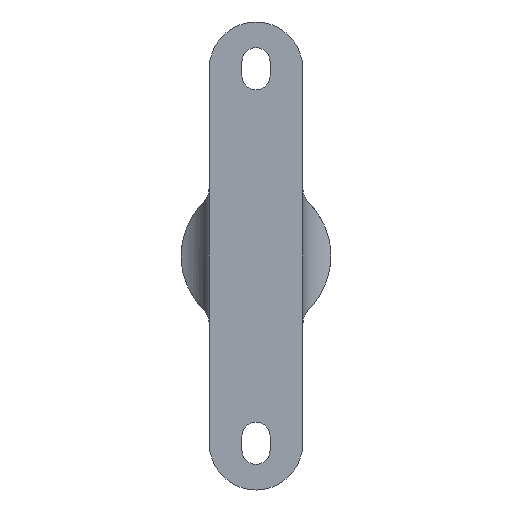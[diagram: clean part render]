
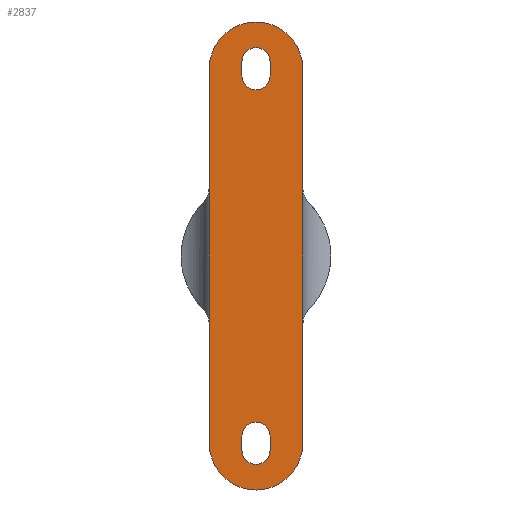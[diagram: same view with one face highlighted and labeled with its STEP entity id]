
A CAD part, front view. The second image highlights one B-rep face of the part: STEP entity #2837.
In plain terms, the highlighted planar face has unit normal (0, -1, 0).
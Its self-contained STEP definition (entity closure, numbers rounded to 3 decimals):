
#45 = LINE ( 'NONE', #3042, #488 ) ;
#133 = EDGE_CURVE ( 'NONE', #2066, #876, #2042, .T. ) ;
#148 = CARTESIAN_POINT ( 'NONE',  ( 0., -10., 40. ) ) ;
#183 = DIRECTION ( 'NONE',  ( 0., -1., 0. ) ) ;
#317 = VERTEX_POINT ( 'NONE', #674 ) ;
#371 = CARTESIAN_POINT ( 'NONE',  ( 10., -10., -40. ) ) ;
#377 = EDGE_LOOP ( 'NONE', ( #1245, #3876, #2653, #928, #2769, #941 ) ) ;
#423 = EDGE_CURVE ( 'NONE', #317, #876, #855, .T. ) ;
#488 = VECTOR ( 'NONE', #2493, 1000. ) ;
#585 = VERTEX_POINT ( 'NONE', #7388 ) ;
#617 = DIRECTION ( 'NONE',  ( 0., -1., 0. ) ) ;
#618 = CARTESIAN_POINT ( 'NONE',  ( 0., -10., 40. ) ) ;
#626 = CIRCLE ( 'NONE', #5560, 3. ) ;
#674 = CARTESIAN_POINT ( 'NONE',  ( 3., -10., -41.5 ) ) ;
#799 = EDGE_LOOP ( 'NONE', ( #6697, #7255, #1587, #1501, #3658 ) ) ;
#804 = VERTEX_POINT ( 'NONE', #6731 ) ;
#855 = CIRCLE ( 'NONE', #3226, 3. ) ;
#876 = VERTEX_POINT ( 'NONE', #2291 ) ;
#904 = FACE_BOUND ( 'NONE', #799, .T. ) ;
#928 = ORIENTED_EDGE ( 'NONE', *, *, #4608, .T. ) ;
#929 = AXIS2_PLACEMENT_3D ( 'NONE', #4914, #1561, #3671 ) ;
#932 = ORIENTED_EDGE ( 'NONE', *, *, #2984, .F. ) ;
#941 = ORIENTED_EDGE ( 'NONE', *, *, #5409, .T. ) ;
#1019 = EDGE_CURVE ( 'NONE', #5029, #7515, #5683, .T. ) ;
#1099 = CARTESIAN_POINT ( 'NONE',  ( 0., -10., -40. ) ) ;
#1135 = DIRECTION ( 'NONE',  ( 0., 0., 1. ) ) ;
#1216 = CIRCLE ( 'NONE', #2215, 10. ) ;
#1245 = ORIENTED_EDGE ( 'NONE', *, *, #4424, .F. ) ;
#1291 = CARTESIAN_POINT ( 'NONE',  ( 0., -10., -41.5 ) ) ;
#1366 = VECTOR ( 'NONE', #2325, 1000. ) ;
#1450 = DIRECTION ( 'NONE',  ( 0., 0., -1. ) ) ;
#1501 = ORIENTED_EDGE ( 'NONE', *, *, #5913, .T. ) ;
#1561 = DIRECTION ( 'NONE',  ( 0., 1., 0. ) ) ;
#1587 = ORIENTED_EDGE ( 'NONE', *, *, #133, .F. ) ;
#1663 = VERTEX_POINT ( 'NONE', #7269 ) ;
#1672 = VERTEX_POINT ( 'NONE', #5601 ) ;
#1679 = DIRECTION ( 'NONE',  ( 0., 0., -1. ) ) ;
#1716 = DIRECTION ( 'NONE',  ( 0., 1., 0. ) ) ;
#1821 = DIRECTION ( 'NONE',  ( 0., 0., -1. ) ) ;
#1916 = DIRECTION ( 'NONE',  ( 0., 0., -1. ) ) ;
#1928 = CARTESIAN_POINT ( 'NONE',  ( -3., -10., 0. ) ) ;
#2042 = LINE ( 'NONE', #1928, #7181 ) ;
#2066 = VERTEX_POINT ( 'NONE', #7097 ) ;
#2069 = DIRECTION ( 'NONE',  ( 0., -1., 0. ) ) ;
#2095 = VECTOR ( 'NONE', #1135, 1000. ) ;
#2116 = DIRECTION ( 'NONE',  ( 0., -1., 0. ) ) ;
#2138 = DIRECTION ( 'NONE',  ( 0., -1., 0. ) ) ;
#2215 = AXIS2_PLACEMENT_3D ( 'NONE', #618, #4696, #1821 ) ;
#2216 = VERTEX_POINT ( 'NONE', #3815 ) ;
#2232 = VERTEX_POINT ( 'NONE', #371 ) ;
#2258 = DIRECTION ( 'NONE',  ( 0., 0., -1. ) ) ;
#2291 = CARTESIAN_POINT ( 'NONE',  ( -3., -10., -41.5 ) ) ;
#2325 = DIRECTION ( 'NONE',  ( 0., 0., -1. ) ) ;
#2493 = DIRECTION ( 'NONE',  ( 0., 0., -1. ) ) ;
#2589 = PLANE ( 'NONE',  #6234 ) ;
#2646 = EDGE_CURVE ( 'NONE', #4404, #5646, #7227, .T. ) ;
#2653 = ORIENTED_EDGE ( 'NONE', *, *, #3448, .T. ) ;
#2747 = ORIENTED_EDGE ( 'NONE', *, *, #6451, .F. ) ;
#2769 = ORIENTED_EDGE ( 'NONE', *, *, #5712, .T. ) ;
#2826 = DIRECTION ( 'NONE',  ( 0., 0., -1. ) ) ;
#2837 = ADVANCED_FACE ( 'NONE', ( #3137, #904, #6819 ), #2589, .T. ) ;
#2937 = CIRCLE ( 'NONE', #7501, 10. ) ;
#2984 = EDGE_CURVE ( 'NONE', #5150, #3956, #4492, .T. ) ;
#3033 = AXIS2_PLACEMENT_3D ( 'NONE', #5216, #1716, #1679 ) ;
#3035 = ORIENTED_EDGE ( 'NONE', *, *, #6280, .F. ) ;
#3042 = CARTESIAN_POINT ( 'NONE',  ( -10., -10., 0. ) ) ;
#3137 = FACE_OUTER_BOUND ( 'NONE', #377, .T. ) ;
#3226 = AXIS2_PLACEMENT_3D ( 'NONE', #1291, #3805, #6773 ) ;
#3228 = CIRCLE ( 'NONE', #5694, 10. ) ;
#3291 = CARTESIAN_POINT ( 'NONE',  ( 0., -10., -35.5 ) ) ;
#3330 = DIRECTION ( 'NONE',  ( 0., -1., 0. ) ) ;
#3384 = CARTESIAN_POINT ( 'NONE',  ( 0., -10., 41.5 ) ) ;
#3448 = EDGE_CURVE ( 'NONE', #7515, #585, #1216, .T. ) ;
#3460 = CIRCLE ( 'NONE', #6299, 3. ) ;
#3500 = CARTESIAN_POINT ( 'NONE',  ( 0., -10., 50. ) ) ;
#3535 = LINE ( 'NONE', #4178, #5584 ) ;
#3637 = EDGE_CURVE ( 'NONE', #2216, #1672, #3460, .T. ) ;
#3658 = ORIENTED_EDGE ( 'NONE', *, *, #2646, .T. ) ;
#3671 = DIRECTION ( 'NONE',  ( 0., 0., -1. ) ) ;
#3805 = DIRECTION ( 'NONE',  ( 0., 1., 0. ) ) ;
#3815 = CARTESIAN_POINT ( 'NONE',  ( -3., -10., 38.5 ) ) ;
#3860 = CARTESIAN_POINT ( 'NONE',  ( 0., -10., 38.5 ) ) ;
#3876 = ORIENTED_EDGE ( 'NONE', *, *, #1019, .T. ) ;
#3899 = CARTESIAN_POINT ( 'NONE',  ( 10., -10., 40. ) ) ;
#3931 = DIRECTION ( 'NONE',  ( 0., 0., -1. ) ) ;
#3956 = VERTEX_POINT ( 'NONE', #6151 ) ;
#4170 = CARTESIAN_POINT ( 'NONE',  ( 3., -10., 0. ) ) ;
#4178 = CARTESIAN_POINT ( 'NONE',  ( 3., -10., 0. ) ) ;
#4316 = AXIS2_PLACEMENT_3D ( 'NONE', #148, #617, #7061 ) ;
#4386 = VECTOR ( 'NONE', #3931, 1000. ) ;
#4404 = VERTEX_POINT ( 'NONE', #3291 ) ;
#4424 = EDGE_CURVE ( 'NONE', #5029, #2232, #4435, .T. ) ;
#4435 = LINE ( 'NONE', #6824, #4386 ) ;
#4457 = DIRECTION ( 'NONE',  ( 0., -1., 0. ) ) ;
#4492 = CIRCLE ( 'NONE', #5494, 3. ) ;
#4608 = EDGE_CURVE ( 'NONE', #585, #1663, #45, .T. ) ;
#4696 = DIRECTION ( 'NONE',  ( 0., -1., 0. ) ) ;
#4728 = CARTESIAN_POINT ( 'NONE',  ( 0., -10., 44.5 ) ) ;
#4881 = DIRECTION ( 'NONE',  ( 0., 0., -1. ) ) ;
#4914 = CARTESIAN_POINT ( 'NONE',  ( 0., -10., -38.5 ) ) ;
#4916 = CARTESIAN_POINT ( 'NONE',  ( 0., -10., -50. ) ) ;
#5024 = CIRCLE ( 'NONE', #929, 3. ) ;
#5029 = VERTEX_POINT ( 'NONE', #3899 ) ;
#5150 = VERTEX_POINT ( 'NONE', #4728 ) ;
#5216 = CARTESIAN_POINT ( 'NONE',  ( 0., -10., -38.5 ) ) ;
#5409 = EDGE_CURVE ( 'NONE', #6893, #2232, #3228, .T. ) ;
#5494 = AXIS2_PLACEMENT_3D ( 'NONE', #5668, #4457, #7161 ) ;
#5560 = AXIS2_PLACEMENT_3D ( 'NONE', #3384, #2138, #2258 ) ;
#5584 = VECTOR ( 'NONE', #5903, 1000. ) ;
#5601 = CARTESIAN_POINT ( 'NONE',  ( 3., -10., 38.5 ) ) ;
#5646 = VERTEX_POINT ( 'NONE', #7310 ) ;
#5668 = CARTESIAN_POINT ( 'NONE',  ( 0., -10., 41.5 ) ) ;
#5683 = CIRCLE ( 'NONE', #4316, 10. ) ;
#5694 = AXIS2_PLACEMENT_3D ( 'NONE', #1099, #2116, #5723 ) ;
#5712 = EDGE_CURVE ( 'NONE', #1663, #6893, #2937, .T. ) ;
#5723 = DIRECTION ( 'NONE',  ( 0., 0., -1. ) ) ;
#5903 = DIRECTION ( 'NONE',  ( 0., 0., 1. ) ) ;
#5913 = EDGE_CURVE ( 'NONE', #2066, #4404, #5024, .T. ) ;
#6120 = CARTESIAN_POINT ( 'NONE',  ( 0., -10., 0. ) ) ;
#6151 = CARTESIAN_POINT ( 'NONE',  ( -3., -10., 41.5 ) ) ;
#6234 = AXIS2_PLACEMENT_3D ( 'NONE', #6120, #183, #1450 ) ;
#6280 = EDGE_CURVE ( 'NONE', #804, #5150, #626, .T. ) ;
#6299 = AXIS2_PLACEMENT_3D ( 'NONE', #3860, #3330, #2826 ) ;
#6398 = LINE ( 'NONE', #4170, #1366 ) ;
#6451 = EDGE_CURVE ( 'NONE', #1672, #804, #3535, .T. ) ;
#6535 = LINE ( 'NONE', #6615, #2095 ) ;
#6615 = CARTESIAN_POINT ( 'NONE',  ( -3., -10., 0. ) ) ;
#6620 = ORIENTED_EDGE ( 'NONE', *, *, #7135, .T. ) ;
#6697 = ORIENTED_EDGE ( 'NONE', *, *, #6776, .T. ) ;
#6731 = CARTESIAN_POINT ( 'NONE',  ( 3., -10., 41.5 ) ) ;
#6757 = EDGE_LOOP ( 'NONE', ( #3035, #2747, #6878, #6620, #932 ) ) ;
#6773 = DIRECTION ( 'NONE',  ( 0., 0., -1. ) ) ;
#6776 = EDGE_CURVE ( 'NONE', #5646, #317, #6398, .T. ) ;
#6806 = CARTESIAN_POINT ( 'NONE',  ( 0., -10., -40. ) ) ;
#6819 = FACE_BOUND ( 'NONE', #6757, .T. ) ;
#6824 = CARTESIAN_POINT ( 'NONE',  ( 10., -10., 0. ) ) ;
#6878 = ORIENTED_EDGE ( 'NONE', *, *, #3637, .F. ) ;
#6893 = VERTEX_POINT ( 'NONE', #4916 ) ;
#7061 = DIRECTION ( 'NONE',  ( 0., 0., -1. ) ) ;
#7097 = CARTESIAN_POINT ( 'NONE',  ( -3., -10., -38.5 ) ) ;
#7135 = EDGE_CURVE ( 'NONE', #2216, #3956, #6535, .T. ) ;
#7161 = DIRECTION ( 'NONE',  ( 0., 0., -1. ) ) ;
#7181 = VECTOR ( 'NONE', #4881, 1000. ) ;
#7227 = CIRCLE ( 'NONE', #3033, 3. ) ;
#7255 = ORIENTED_EDGE ( 'NONE', *, *, #423, .T. ) ;
#7269 = CARTESIAN_POINT ( 'NONE',  ( -10., -10., -40. ) ) ;
#7310 = CARTESIAN_POINT ( 'NONE',  ( 3., -10., -38.5 ) ) ;
#7388 = CARTESIAN_POINT ( 'NONE',  ( -10., -10., 40. ) ) ;
#7501 = AXIS2_PLACEMENT_3D ( 'NONE', #6806, #2069, #1916 ) ;
#7515 = VERTEX_POINT ( 'NONE', #3500 ) ;
